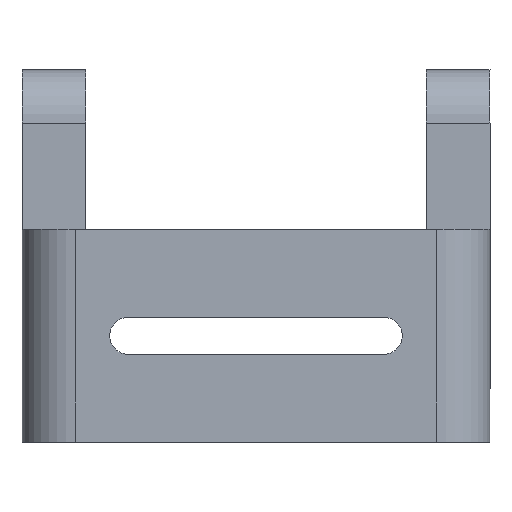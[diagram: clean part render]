
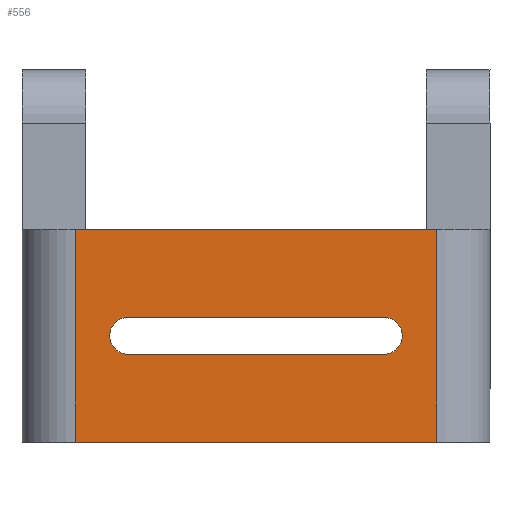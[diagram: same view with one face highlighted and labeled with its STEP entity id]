
A CAD part, front view. The second image highlights one B-rep face of the part: STEP entity #556.
In plain terms, the highlighted planar face has unit normal (0, -1, 0).
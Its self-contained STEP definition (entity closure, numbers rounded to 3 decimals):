
#20=FACE_BOUND('',#98,.T.);
#36=PLANE('',#622);
#64=FACE_OUTER_BOUND('',#97,.T.);
#97=EDGE_LOOP('',(#509,#510,#511,#512));
#98=EDGE_LOOP('',(#513,#514,#515,#516));
#100=LINE('',#792,#154);
#106=LINE('',#813,#160);
#113=LINE('',#829,#167);
#121=LINE('',#856,#175);
#125=LINE('',#868,#179);
#147=LINE('',#925,#201);
#154=VECTOR('',#632,10.);
#160=VECTOR('',#650,10.);
#167=VECTOR('',#661,10.);
#175=VECTOR('',#683,10.);
#179=VECTOR('',#695,10.);
#201=VECTOR('',#759,10.);
#220=CIRCLE('',#591,1.75);
#222=CIRCLE('',#595,1.75);
#231=VERTEX_POINT('',#785);
#234=VERTEX_POINT('',#790);
#243=VERTEX_POINT('',#812);
#250=VERTEX_POINT('',#828);
#261=VERTEX_POINT('',#853);
#262=VERTEX_POINT('',#855);
#264=VERTEX_POINT('',#861);
#266=VERTEX_POINT('',#867);
#286=EDGE_CURVE('',#234,#231,#100,.T.);
#296=EDGE_CURVE('',#231,#243,#106,.T.);
#304=EDGE_CURVE('',#243,#250,#113,.T.);
#317=EDGE_CURVE('',#262,#261,#121,.T.);
#320=EDGE_CURVE('',#264,#262,#220,.T.);
#323=EDGE_CURVE('',#266,#264,#125,.T.);
#326=EDGE_CURVE('',#261,#266,#222,.T.);
#353=EDGE_CURVE('',#250,#234,#147,.T.);
#509=ORIENTED_EDGE('',*,*,#286,.F.);
#510=ORIENTED_EDGE('',*,*,#353,.F.);
#511=ORIENTED_EDGE('',*,*,#304,.F.);
#512=ORIENTED_EDGE('',*,*,#296,.F.);
#513=ORIENTED_EDGE('',*,*,#323,.T.);
#514=ORIENTED_EDGE('',*,*,#320,.T.);
#515=ORIENTED_EDGE('',*,*,#317,.T.);
#516=ORIENTED_EDGE('',*,*,#326,.T.);
#556=ADVANCED_FACE('',(#64,#20),#36,.F.);
#591=AXIS2_PLACEMENT_3D('',#862,#689,#690);
#595=AXIS2_PLACEMENT_3D('',#872,#701,#702);
#622=AXIS2_PLACEMENT_3D('',#941,#781,#782);
#632=DIRECTION('',(0.,0.,-1.));
#650=DIRECTION('',(-1.,0.,0.));
#661=DIRECTION('',(0.,0.,1.));
#683=DIRECTION('',(-1.,0.,0.));
#689=DIRECTION('center_axis',(0.,1.,0.));
#690=DIRECTION('ref_axis',(1.,0.,0.));
#695=DIRECTION('',(1.,0.,0.));
#701=DIRECTION('center_axis',(0.,1.,0.));
#702=DIRECTION('ref_axis',(1.,0.,0.));
#759=DIRECTION('',(1.,0.,0.));
#781=DIRECTION('center_axis',(0.,1.,0.));
#782=DIRECTION('ref_axis',(1.,0.,0.));
#785=CARTESIAN_POINT('',(33.,20.,0.));
#790=CARTESIAN_POINT('',(33.,20.,20.));
#792=CARTESIAN_POINT('',(33.,20.,15.));
#812=CARTESIAN_POINT('',(-1.,20.,0.));
#813=CARTESIAN_POINT('',(38.,20.,0.));
#828=CARTESIAN_POINT('',(-1.,20.,20.));
#829=CARTESIAN_POINT('',(-1.,20.,5.));
#853=CARTESIAN_POINT('',(4.,20.,8.25));
#855=CARTESIAN_POINT('',(28.,20.,8.25));
#856=CARTESIAN_POINT('',(22.,20.,8.25));
#861=CARTESIAN_POINT('',(28.,20.,11.75));
#862=CARTESIAN_POINT('Origin',(28.,20.,10.));
#867=CARTESIAN_POINT('',(4.,20.,11.75));
#868=CARTESIAN_POINT('',(10.,20.,11.75));
#872=CARTESIAN_POINT('Origin',(4.,20.,10.));
#925=CARTESIAN_POINT('',(0.,20.,20.));
#941=CARTESIAN_POINT('Origin',(16.,20.,10.));
